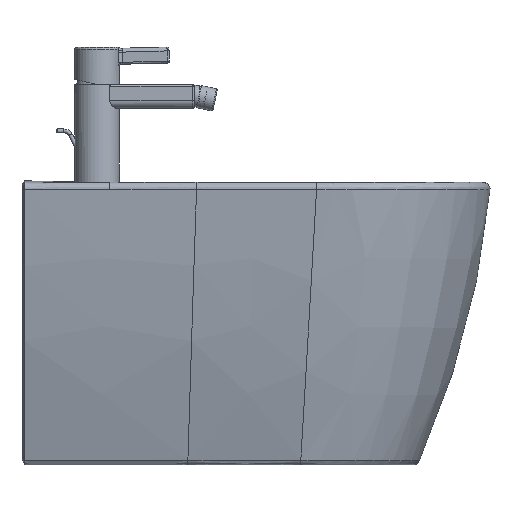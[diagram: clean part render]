
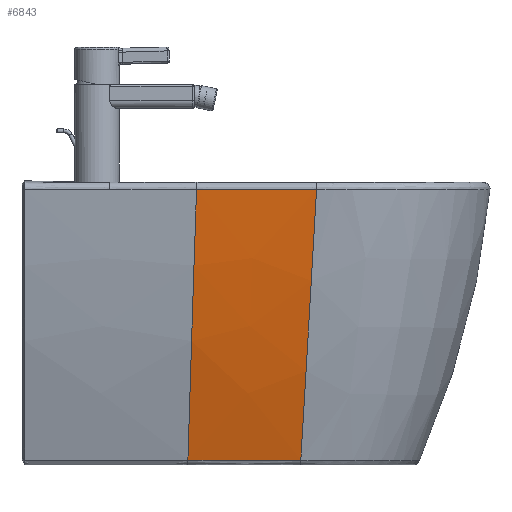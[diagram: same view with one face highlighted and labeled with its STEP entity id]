
A CAD part, front view. The second image highlights one B-rep face of the part: STEP entity #6843.
In plain terms, the highlighted free-form (B-spline) face has degree [5, 4] with [9, 5] control points.
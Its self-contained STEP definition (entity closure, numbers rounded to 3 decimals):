
#4594=CARTESIAN_POINT('',(302.171,-180.299,-7.643));
#4595=VERTEX_POINT('',#4594);
#4818=CARTESIAN_POINT('',(179.042,-182.314,-7.612));
#4819=VERTEX_POINT('',#4818);
#4820=CARTESIAN_POINT('',(302.171,-180.299,-7.643));
#4821=CARTESIAN_POINT('',(301.143,-180.317,-7.642));
#4822=CARTESIAN_POINT('',(300.111,-180.334,-7.641));
#4823=CARTESIAN_POINT('',(299.064,-180.352,-7.64));
#4824=CARTESIAN_POINT('',(286.239,-180.567,-7.632));
#4825=CARTESIAN_POINT('',(273.549,-180.779,-7.626));
#4826=CARTESIAN_POINT('',(261.923,-180.972,-7.62));
#4827=CARTESIAN_POINT('',(241.345,-181.312,-7.612));
#4828=CARTESIAN_POINT('',(220.979,-181.645,-7.608));
#4829=CARTESIAN_POINT('',(211.919,-181.792,-7.607));
#4830=CARTESIAN_POINT('',(199.953,-181.984,-7.607));
#4831=CARTESIAN_POINT('',(188.001,-182.173,-7.609));
#4832=CARTESIAN_POINT('',(185.013,-182.22,-7.61));
#4833=CARTESIAN_POINT('',(182.027,-182.267,-7.611));
#4834=CARTESIAN_POINT('',(179.042,-182.314,-7.612));
#4835=B_SPLINE_CURVE_WITH_KNOTS('',5,(#4820,#4821,#4822,#4823,#4824,#4825,#4826,#4827,#4828,#4829,#4830,#4831,#4832,#4833,#4834),.UNSPECIFIED.,.F.,.U.,(6,3,3,3,6),(117.732,125.019,205.033,268.281,289.361),.UNSPECIFIED.);
#4836=EDGE_CURVE('',#4819,#4595,#4835,.F.);
#6691=CARTESIAN_POINT('',(286.004,-128.268,-284.952));
#6692=VERTEX_POINT('',#6691);
#6693=CARTESIAN_POINT('',(294.156,1313.435,129.086));
#6694=DIRECTION('',(-0.998,-0.011,0.056));
#6695=DIRECTION('',(0.005,-0.996,-0.091));
#6696=AXIS2_PLACEMENT_3D('',#6693,#6694,#6695);
#6697=CIRCLE('',#6696,1500.);
#6698=EDGE_CURVE('',#6692,#4595,#6697,.T.);
#6765=CARTESIAN_POINT('',(170.153,-131.439,-284.95));
#6766=CARTESIAN_POINT('',(182.171,-131.436,-284.949));
#6767=CARTESIAN_POINT('',(194.196,-131.347,-284.948));
#6768=CARTESIAN_POINT('',(206.172,-131.173,-284.948));
#6769=CARTESIAN_POINT('',(229.886,-130.664,-284.947));
#6770=CARTESIAN_POINT('',(253.102,-129.849,-284.948));
#6771=CARTESIAN_POINT('',(264.517,-129.37,-284.949));
#6772=CARTESIAN_POINT('',(275.547,-128.835,-284.95));
#6773=CARTESIAN_POINT('',(286.004,-128.268,-284.952));
#6774=CARTESIAN_POINT('',(172.21,-150.67,-217.022));
#6775=CARTESIAN_POINT('',(184.096,-150.617,-217.012));
#6776=CARTESIAN_POINT('',(195.997,-150.497,-217.004));
#6777=CARTESIAN_POINT('',(207.889,-150.31,-216.997));
#6778=CARTESIAN_POINT('',(231.572,-149.819,-216.991));
#6779=CARTESIAN_POINT('',(255.212,-149.11,-216.999));
#6780=CARTESIAN_POINT('',(266.998,-148.705,-217.008));
#6781=CARTESIAN_POINT('',(278.627,-148.269,-217.023));
#6782=CARTESIAN_POINT('',(290.034,-147.791,-217.052));
#6783=CARTESIAN_POINT('',(174.386,-165.621,-147.884));
#6784=CARTESIAN_POINT('',(186.214,-165.521,-147.871));
#6785=CARTESIAN_POINT('',(198.063,-165.374,-147.859));
#6786=CARTESIAN_POINT('',(209.932,-165.18,-147.851));
#6787=CARTESIAN_POINT('',(233.669,-164.715,-147.843));
#6788=CARTESIAN_POINT('',(257.701,-164.109,-147.854));
#6789=CARTESIAN_POINT('',(269.805,-163.775,-147.866));
#6790=CARTESIAN_POINT('',(281.923,-163.425,-147.886));
#6791=CARTESIAN_POINT('',(294.088,-163.035,-147.923));
#6792=CARTESIAN_POINT('',(176.668,-176.181,-77.941));
#6793=CARTESIAN_POINT('',(188.513,-176.036,-77.931));
#6794=CARTESIAN_POINT('',(200.383,-175.866,-77.922));
#6795=CARTESIAN_POINT('',(212.291,-175.67,-77.916));
#6796=CARTESIAN_POINT('',(236.166,-175.237,-77.909));
#6797=CARTESIAN_POINT('',(260.558,-174.732,-77.917));
#6798=CARTESIAN_POINT('',(272.922,-174.463,-77.926));
#6799=CARTESIAN_POINT('',(285.417,-174.189,-77.941));
#6800=CARTESIAN_POINT('',(298.142,-173.885,-77.97));
#6801=CARTESIAN_POINT('',(179.042,-182.314,-7.608));
#6802=CARTESIAN_POINT('',(190.978,-182.127,-7.607));
#6803=CARTESIAN_POINT('',(202.942,-181.937,-7.606));
#6804=CARTESIAN_POINT('',(214.948,-181.743,-7.606));
#6805=CARTESIAN_POINT('',(239.047,-181.351,-7.605));
#6806=CARTESIAN_POINT('',(263.764,-180.943,-7.606));
#6807=CARTESIAN_POINT('',(276.331,-180.734,-7.607));
#6808=CARTESIAN_POINT('',(289.086,-180.522,-7.608));
#6809=CARTESIAN_POINT('',(302.172,-180.302,-7.611));
#6810=B_SPLINE_SURFACE_WITH_KNOTS('',5,4,((#6765,#6774,#6783,#6792,#6801),(#6766,#6775,#6784,#6793,#6802),(#6767,#6776,#6785,#6794,#6803),(#6768,#6777,#6786,#6795,#6804),(#6769,#6778,#6787,#6796,#6805),(#6770,#6779,#6788,#6797,#6806),(#6771,#6780,#6789,#6798,#6807),(#6772,#6781,#6790,#6799,#6808),(#6773,#6782,#6791,#6800,#6809)),.UNSPECIFIED.,.F.,.F.,.U.,(6,3,6),(5,5),(0.0,59.532,119.619),(5.262,288.216),.UNSPECIFIED.);
#6811=CARTESIAN_POINT('',(170.154,-131.452,-284.907));
#6812=VERTEX_POINT('',#6811);
#6813=CARTESIAN_POINT('',(170.154,-131.452,-284.907));
#6814=CARTESIAN_POINT('',(172.897,-157.085,-194.352));
#6815=CARTESIAN_POINT('',(175.877,-174.138,-101.373));
#6816=CARTESIAN_POINT('',(179.042,-182.314,-7.612));
#6817=B_SPLINE_CURVE_WITH_KNOTS('',3,(#6813,#6814,#6815,#6816),.UNSPECIFIED.,.F.,.U.,(4,4),(5.307,288.213),.UNSPECIFIED.);
#6818=EDGE_CURVE('',#6812,#4819,#6817,.T.);
#6819=ORIENTED_EDGE('',*,*,#6818,.F.);
#6820=CARTESIAN_POINT('',(170.154,-131.452,-284.907));
#6821=CARTESIAN_POINT('',(188.448,-131.447,-284.901));
#6822=CARTESIAN_POINT('',(206.77,-131.203,-284.899));
#6823=CARTESIAN_POINT('',(224.829,-130.734,-284.904));
#6824=CARTESIAN_POINT('',(226.169,-130.699,-284.904));
#6825=CARTESIAN_POINT('',(227.508,-130.663,-284.904));
#6826=CARTESIAN_POINT('',(228.845,-130.626,-284.905));
#6827=CARTESIAN_POINT('',(238.604,-130.353,-284.908));
#6828=CARTESIAN_POINT('',(248.314,-130.015,-284.913));
#6829=CARTESIAN_POINT('',(257.876,-129.619,-284.92));
#6830=CARTESIAN_POINT('',(262.657,-129.421,-284.924));
#6831=CARTESIAN_POINT('',(267.402,-129.208,-284.929));
#6832=CARTESIAN_POINT('',(272.096,-128.982,-284.934));
#6833=CARTESIAN_POINT('',(276.79,-128.756,-284.939));
#6834=CARTESIAN_POINT('',(281.435,-128.517,-284.945));
#6835=CARTESIAN_POINT('',(286.004,-128.268,-284.952));
#6836=B_SPLINE_CURVE_WITH_KNOTS('',3,(#6820,#6821,#6822,#6823,#6824,#6825,#6826,#6827,#6828,#6829,#6830,#6831,#6832,#6833,#6834,#6835),.UNSPECIFIED.,.F.,.U.,(4,3,3,3,3,4),(110.238,187.37,193.091,234.832,255.702,276.573),.UNSPECIFIED.);
#6837=EDGE_CURVE('',#6812,#6692,#6836,.T.);
#6838=ORIENTED_EDGE('',*,*,#6837,.T.);
#6839=ORIENTED_EDGE('',*,*,#6698,.T.);
#6840=ORIENTED_EDGE('',*,*,#4836,.F.);
#6841=EDGE_LOOP('',(#6819,#6838,#6839,#6840));
#6842=FACE_OUTER_BOUND('',#6841,.T.);
#6843=ADVANCED_FACE('',(#6842),#6810,.T.);
